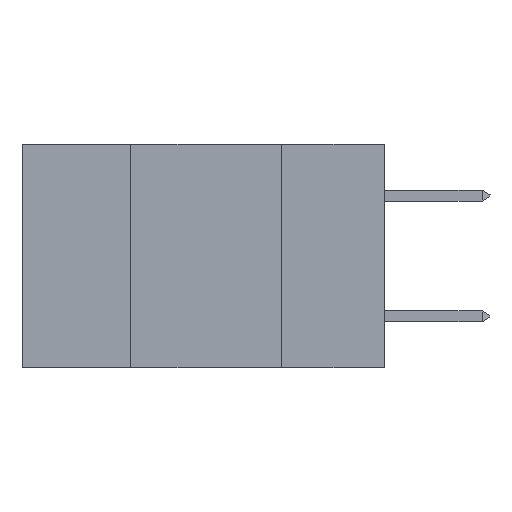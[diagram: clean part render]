
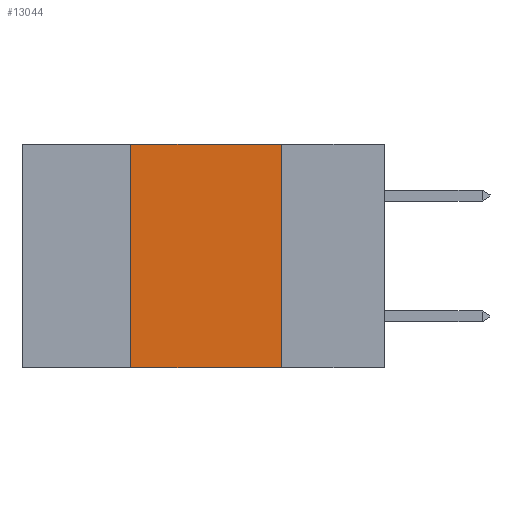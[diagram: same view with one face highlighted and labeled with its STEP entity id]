
A CAD part, left-side view. The second image highlights one B-rep face of the part: STEP entity #13044.
In plain terms, the highlighted planar face has unit normal (-1, 0, 0).
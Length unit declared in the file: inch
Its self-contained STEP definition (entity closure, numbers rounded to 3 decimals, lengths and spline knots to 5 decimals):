
#655 = EDGE_CURVE ( 'NONE', #3494, #14836, #15053, .T. ) ;
#720 = CARTESIAN_POINT ( 'NONE',  ( 0., 0.17, 0. ) ) ;
#1418 = DIRECTION ( 'NONE',  ( 0., 0., 1. ) ) ;
#1529 = LINE ( 'NONE', #4790, #10406 ) ;
#1666 = CARTESIAN_POINT ( 'NONE',  ( 0., 0.17, 0. ) ) ;
#2504 = FACE_OUTER_BOUND ( 'NONE', #12014, .T. ) ;
#2591 = VECTOR ( 'NONE', #1418, 39.37008 ) ;
#2986 = CARTESIAN_POINT ( 'NONE',  ( 0., 0.42, 0. ) ) ;
#3494 = VERTEX_POINT ( 'NONE', #1666 ) ;
#3710 = VECTOR ( 'NONE', #13271, 39.37008 ) ;
#3967 = PLANE ( 'NONE',  #12275 ) ;
#4790 = CARTESIAN_POINT ( 'NONE',  ( 0., 0.6, -0.37 ) ) ;
#5758 = VECTOR ( 'NONE', #10719, 39.37008 ) ;
#6399 = ORIENTED_EDGE ( 'NONE', *, *, #20503, .F. ) ;
#6458 = ORIENTED_EDGE ( 'NONE', *, *, #9738, .T. ) ;
#6948 = CARTESIAN_POINT ( 'NONE',  ( 0., 0.42, 0. ) ) ;
#9053 = CARTESIAN_POINT ( 'NONE',  ( 0., 0.6, 0. ) ) ;
#9380 = LINE ( 'NONE', #2986, #2591 ) ;
#9666 = CARTESIAN_POINT ( 'NONE',  ( 0., 0.17, -0.37 ) ) ;
#9738 = EDGE_CURVE ( 'NONE', #11018, #14836, #1529, .T. ) ;
#10067 = EDGE_CURVE ( 'NONE', #12676, #3494, #18360, .T. ) ;
#10406 = VECTOR ( 'NONE', #11046, 39.37008 ) ;
#10719 = DIRECTION ( 'NONE',  ( 0., -1., 0. ) ) ;
#11018 = VERTEX_POINT ( 'NONE', #15618 ) ;
#11046 = DIRECTION ( 'NONE',  ( 0., -1., 0. ) ) ;
#12014 = EDGE_LOOP ( 'NONE', ( #16580, #16966, #6399, #6458 ) ) ;
#12275 = AXIS2_PLACEMENT_3D ( 'NONE', #19754, #19544, #14854 ) ;
#12676 = VERTEX_POINT ( 'NONE', #6948 ) ;
#13044 = ADVANCED_FACE ( 'NONE', ( #2504 ), #3967, .F. ) ;
#13271 = DIRECTION ( 'NONE',  ( 0., 0., -1. ) ) ;
#14836 = VERTEX_POINT ( 'NONE', #9666 ) ;
#14854 = DIRECTION ( 'NONE',  ( 0., 0., -1. ) ) ;
#15053 = LINE ( 'NONE', #720, #3710 ) ;
#15618 = CARTESIAN_POINT ( 'NONE',  ( 0., 0.42, -0.37 ) ) ;
#16580 = ORIENTED_EDGE ( 'NONE', *, *, #655, .F. ) ;
#16966 = ORIENTED_EDGE ( 'NONE', *, *, #10067, .F. ) ;
#18360 = LINE ( 'NONE', #9053, #5758 ) ;
#19544 = DIRECTION ( 'NONE',  ( 1., 0., 0. ) ) ;
#19754 = CARTESIAN_POINT ( 'NONE',  ( 0., 0.6, 0. ) ) ;
#20503 = EDGE_CURVE ( 'NONE', #11018, #12676, #9380, .T. ) ;
